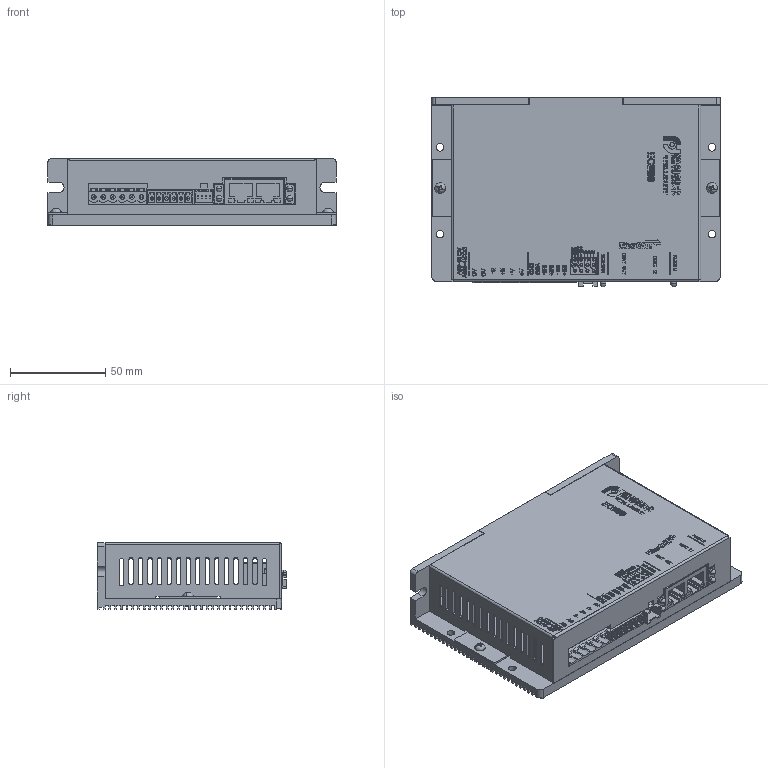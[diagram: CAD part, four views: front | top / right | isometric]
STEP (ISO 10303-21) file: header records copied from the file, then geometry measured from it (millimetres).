
FILE_DESCRIPTION((''),'2;1');
FILE_NAME('RT-DZ-ECR86V3_0_ASM','2023-12-08T14:53:10',('ruiwe'),(''),'CREO PARAMETRIC BY PTC INC, 2021063','CREO PARAMETRIC BY PTC INC, 2021063','');
FILE_SCHEMA(('CONFIG_CONTROL_DESIGN'));
Products named in the file (13): RT-GZ-ECR86V3_0; RT-DZ-ECR86V3_0_1_1; RT-DZ-ECR86V3_0_1_ASM; ECR860001; ECR86000; GSPR001-5_0-6P; GSP2RC-3_81-06P; ECR86-8PIN_2_1; ECR86-LED; ICRPS0402; RT-GZ-ECT86V3_0; RT-DZ-ECR86V3_0_ASM
Assembly tree (17 placements, depth 3):
  RT-DZ-ECR86V3_0_ASM
    RT-DZ-ECR86V3_0_1_ASM
      RT-GZ-ECR86V3_0
      RT-DZ-ECR86V3_0_1_1
    ECR860001  x4
    ECR86000
    GSPR001-5_0-6P
    GSP2RC-3_81-06P
    ECR86-8PIN_2_1
    ECR86-LED  x2
    ECR86000
    ICRPS0402  x2
    RT-GZ-ECT86V3_0
Bounding box: 151 x 99.15 x 35 mm (x, y, z)
Volume: 145255 mm3; surface area: 176686.2 mm2
Topology: 16 solids, 672 shells, 2312 faces, 14572 edges, 12985 vertices
Faces by surface type: plane 1762, cylinder 390, cone 112, bspline 24, sphere 20, torus 4
Entity records: 149695 total; most frequent: CARTESIAN_POINT 54102, ORIENTED_EDGE 18238, DIRECTION 14937, EDGE_CURVE 14154, VERTEX_POINT 12767, VECTOR 8351, LINE 8351, B_SPLINE_CURVE_WITH_KNOTS 4656
